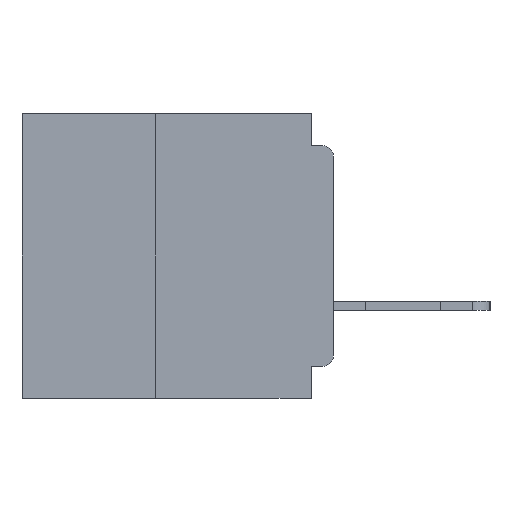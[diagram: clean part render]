
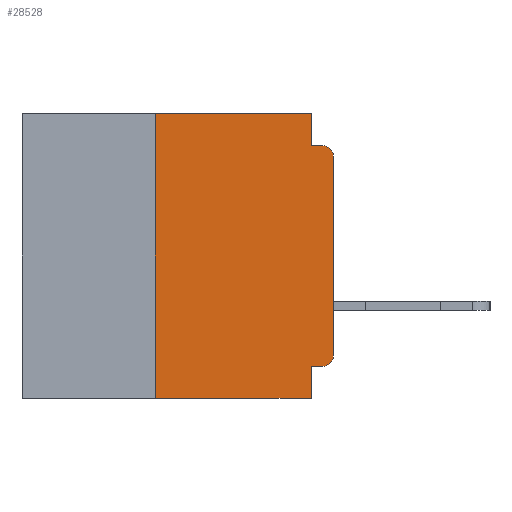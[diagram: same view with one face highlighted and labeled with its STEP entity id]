
A CAD part, left-side view. The second image highlights one B-rep face of the part: STEP entity #28528.
In plain terms, the highlighted planar face has unit normal (-1, 0, 0).
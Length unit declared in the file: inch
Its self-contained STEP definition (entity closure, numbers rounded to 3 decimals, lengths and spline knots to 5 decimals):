
#207 = ORIENTED_EDGE ( 'NONE', *, *, #22187, .F. ) ;
#446 = CARTESIAN_POINT ( 'NONE',  ( 0., 0.031, 0. ) ) ;
#830 = VECTOR ( 'NONE', #17401, 39.37008 ) ;
#1856 = EDGE_CURVE ( 'NONE', #28796, #13083, #12763, .T. ) ;
#2370 = LINE ( 'NONE', #4899, #27281 ) ;
#2509 = CARTESIAN_POINT ( 'NONE',  ( 0., 0., -0.355 ) ) ;
#2796 = VERTEX_POINT ( 'NONE', #17629 ) ;
#4047 = CARTESIAN_POINT ( 'NONE',  ( 0., 0., -0.06 ) ) ;
#4321 = EDGE_CURVE ( 'NONE', #2796, #11335, #21145, .T. ) ;
#4650 = ORIENTED_EDGE ( 'NONE', *, *, #16532, .T. ) ;
#4899 = CARTESIAN_POINT ( 'NONE',  ( 0., 0.437, 0. ) ) ;
#5571 = CARTESIAN_POINT ( 'NONE',  ( 0., 0., -0.045 ) ) ;
#6540 = EDGE_LOOP ( 'NONE', ( #7003, #40004, #27667, #207, #14990, #13469, #22191, #20105, #19582, #4650 ) ) ;
#7003 = ORIENTED_EDGE ( 'NONE', *, *, #4321, .T. ) ;
#7386 = DIRECTION ( 'NONE',  ( -1., 0., 0. ) ) ;
#7716 = DIRECTION ( 'NONE',  ( 0., 0., -1. ) ) ;
#8683 = CARTESIAN_POINT ( 'NONE',  ( 0., 0.031, -0.4 ) ) ;
#8862 = DIRECTION ( 'NONE',  ( 0., -1., 0. ) ) ;
#8942 = AXIS2_PLACEMENT_3D ( 'NONE', #26851, #7386, #30144 ) ;
#10566 = AXIS2_PLACEMENT_3D ( 'NONE', #38440, #18967, #41705 ) ;
#11131 = VECTOR ( 'NONE', #8862, 39.37008 ) ;
#11335 = VERTEX_POINT ( 'NONE', #4047 ) ;
#11943 = VECTOR ( 'NONE', #39527, 39.37008 ) ;
#12763 = LINE ( 'NONE', #2509, #28998 ) ;
#12999 = LINE ( 'NONE', #446, #11943 ) ;
#13083 = VERTEX_POINT ( 'NONE', #29959 ) ;
#13151 = CARTESIAN_POINT ( 'NONE',  ( 0., 0., 0. ) ) ;
#13469 = ORIENTED_EDGE ( 'NONE', *, *, #30134, .F. ) ;
#14990 = ORIENTED_EDGE ( 'NONE', *, *, #36482, .F. ) ;
#15585 = EDGE_CURVE ( 'NONE', #13083, #34279, #26175, .T. ) ;
#15749 = DIRECTION ( 'NONE',  ( 0., 0., 1. ) ) ;
#16415 = AXIS2_PLACEMENT_3D ( 'NONE', #30198, #27179, #7716 ) ;
#16514 = FACE_OUTER_BOUND ( 'NONE', #6540, .T. ) ;
#16532 = EDGE_CURVE ( 'NONE', #28796, #2796, #22629, .T. ) ;
#17099 = DIRECTION ( 'NONE',  ( 0., 0., 1. ) ) ;
#17149 = LINE ( 'NONE', #32922, #25752 ) ;
#17401 = DIRECTION ( 'NONE',  ( 0., 0., -1. ) ) ;
#17629 = CARTESIAN_POINT ( 'NONE',  ( 0., 0., -0.34 ) ) ;
#17904 = VERTEX_POINT ( 'NONE', #40986 ) ;
#18967 = DIRECTION ( 'NONE',  ( -1., 0., 0. ) ) ;
#19582 = ORIENTED_EDGE ( 'NONE', *, *, #1856, .F. ) ;
#20105 = ORIENTED_EDGE ( 'NONE', *, *, #15585, .F. ) ;
#20687 = PLANE ( 'NONE',  #16415 ) ;
#21145 = LINE ( 'NONE', #13151, #30805 ) ;
#21191 = CARTESIAN_POINT ( 'NONE',  ( 0., 0.031, 0. ) ) ;
#22187 = EDGE_CURVE ( 'NONE', #29259, #17904, #12999, .T. ) ;
#22191 = ORIENTED_EDGE ( 'NONE', *, *, #36729, .T. ) ;
#22629 = CIRCLE ( 'NONE', #8942, 0.015 ) ;
#24770 = DIRECTION ( 'NONE',  ( 0., 1., 0. ) ) ;
#25028 = CARTESIAN_POINT ( 'NONE',  ( 0., 0.25, 0. ) ) ;
#25699 = VECTOR ( 'NONE', #15749, 39.37008 ) ;
#25752 = VECTOR ( 'NONE', #26340, 39.37008 ) ;
#25946 = EDGE_CURVE ( 'NONE', #11335, #35281, #26366, .T. ) ;
#26175 = LINE ( 'NONE', #33593, #830 ) ;
#26340 = DIRECTION ( 'NONE',  ( 0., -1., 0. ) ) ;
#26366 = CIRCLE ( 'NONE', #10566, 0.015 ) ;
#26851 = CARTESIAN_POINT ( 'NONE',  ( 0., 0.015, -0.34 ) ) ;
#26913 = CARTESIAN_POINT ( 'NONE',  ( 0., 0.015, -0.045 ) ) ;
#27179 = DIRECTION ( 'NONE',  ( 1., 0., 0. ) ) ;
#27281 = VECTOR ( 'NONE', #38046, 39.37008 ) ;
#27667 = ORIENTED_EDGE ( 'NONE', *, *, #35564, .F. ) ;
#28528 = ADVANCED_FACE ( 'NONE', ( #16514 ), #20687, .F. ) ;
#28796 = VERTEX_POINT ( 'NONE', #41692 ) ;
#28998 = VECTOR ( 'NONE', #24770, 39.37008 ) ;
#29259 = VERTEX_POINT ( 'NONE', #21191 ) ;
#29413 = LINE ( 'NONE', #5571, #11131 ) ;
#29959 = CARTESIAN_POINT ( 'NONE',  ( 0., 0.031, -0.355 ) ) ;
#30134 = EDGE_CURVE ( 'NONE', #36658, #37109, #35408, .T. ) ;
#30144 = DIRECTION ( 'NONE',  ( 0., 0., -1. ) ) ;
#30198 = CARTESIAN_POINT ( 'NONE',  ( 0., 0.437, 0. ) ) ;
#30805 = VECTOR ( 'NONE', #17099, 39.37008 ) ;
#32496 = CARTESIAN_POINT ( 'NONE',  ( 0., 0.25, -0.4 ) ) ;
#32922 = CARTESIAN_POINT ( 'NONE',  ( 0., 0.437, -0.4 ) ) ;
#33593 = CARTESIAN_POINT ( 'NONE',  ( 0., 0.031, -0.4 ) ) ;
#34279 = VERTEX_POINT ( 'NONE', #8683 ) ;
#35281 = VERTEX_POINT ( 'NONE', #26913 ) ;
#35408 = LINE ( 'NONE', #41595, #25699 ) ;
#35564 = EDGE_CURVE ( 'NONE', #17904, #35281, #29413, .T. ) ;
#36482 = EDGE_CURVE ( 'NONE', #37109, #29259, #2370, .T. ) ;
#36658 = VERTEX_POINT ( 'NONE', #32496 ) ;
#36729 = EDGE_CURVE ( 'NONE', #36658, #34279, #17149, .T. ) ;
#37109 = VERTEX_POINT ( 'NONE', #25028 ) ;
#38046 = DIRECTION ( 'NONE',  ( 0., -1., 0. ) ) ;
#38440 = CARTESIAN_POINT ( 'NONE',  ( 0., 0.015, -0.06 ) ) ;
#39527 = DIRECTION ( 'NONE',  ( 0., 0., -1. ) ) ;
#40004 = ORIENTED_EDGE ( 'NONE', *, *, #25946, .T. ) ;
#40986 = CARTESIAN_POINT ( 'NONE',  ( 0., 0.031, -0.045 ) ) ;
#41595 = CARTESIAN_POINT ( 'NONE',  ( 0., 0.25, -0.4 ) ) ;
#41692 = CARTESIAN_POINT ( 'NONE',  ( 0., 0.015, -0.355 ) ) ;
#41705 = DIRECTION ( 'NONE',  ( 0., 0., -1. ) ) ;
